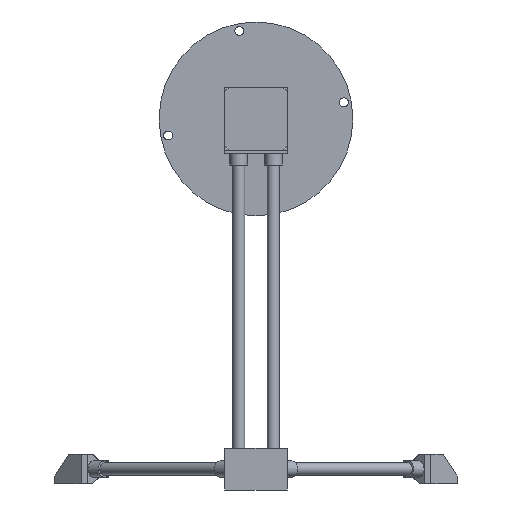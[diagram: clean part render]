
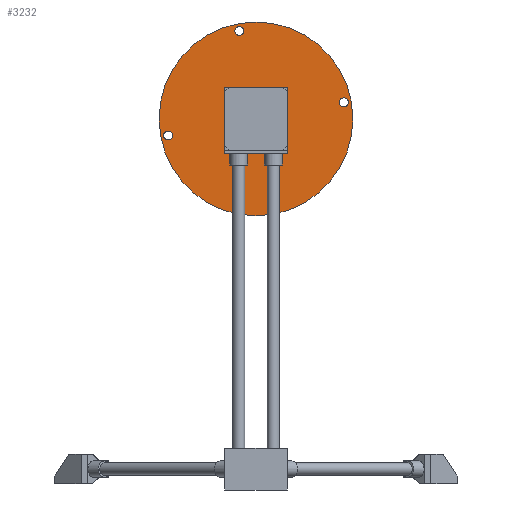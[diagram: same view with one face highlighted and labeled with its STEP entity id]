
A CAD part, front view. The second image highlights one B-rep face of the part: STEP entity #3232.
In plain terms, the highlighted planar face has unit normal (0, -1, 0).
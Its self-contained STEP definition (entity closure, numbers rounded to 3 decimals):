
#289=FACE_BOUND('',#748,.T.);
#290=FACE_BOUND('',#749,.T.);
#291=FACE_BOUND('',#750,.T.);
#292=FACE_BOUND('',#751,.T.);
#293=FACE_BOUND('',#752,.T.);
#370=CIRCLE('',#3653,15.);
#373=CIRCLE('',#3658,65.);
#374=CIRCLE('',#3659,3.);
#375=CIRCLE('',#3660,3.);
#376=CIRCLE('',#3661,3.);
#377=CIRCLE('',#3662,3.);
#517=FACE_OUTER_BOUND('',#747,.T.);
#747=EDGE_LOOP('',(#2432));
#748=EDGE_LOOP('',(#2433));
#749=EDGE_LOOP('',(#2434));
#750=EDGE_LOOP('',(#2435));
#751=EDGE_LOOP('',(#2436));
#752=EDGE_LOOP('',(#2437));
#1514=VERTEX_POINT('',#5325);
#1517=VERTEX_POINT('',#5335);
#1518=VERTEX_POINT('',#5337);
#1519=VERTEX_POINT('',#5339);
#1520=VERTEX_POINT('',#5341);
#1521=VERTEX_POINT('',#5343);
#1848=EDGE_CURVE('',#1514,#1514,#370,.T.);
#1853=EDGE_CURVE('',#1517,#1517,#373,.T.);
#1854=EDGE_CURVE('',#1518,#1518,#374,.T.);
#1855=EDGE_CURVE('',#1519,#1519,#375,.T.);
#1856=EDGE_CURVE('',#1520,#1520,#376,.T.);
#1857=EDGE_CURVE('',#1521,#1521,#377,.T.);
#2432=ORIENTED_EDGE('',*,*,#1853,.F.);
#2433=ORIENTED_EDGE('',*,*,#1854,.F.);
#2434=ORIENTED_EDGE('',*,*,#1855,.F.);
#2435=ORIENTED_EDGE('',*,*,#1856,.F.);
#2436=ORIENTED_EDGE('',*,*,#1857,.F.);
#2437=ORIENTED_EDGE('',*,*,#1848,.F.);
#3080=PLANE('',#3657);
#3232=ADVANCED_FACE('',(#517,#289,#290,#291,#292,#293),#3080,.F.);
#3653=AXIS2_PLACEMENT_3D('',#5326,#4278,#4279);
#3657=AXIS2_PLACEMENT_3D('',#5334,#4288,#4289);
#3658=AXIS2_PLACEMENT_3D('',#5336,#4290,#4291);
#3659=AXIS2_PLACEMENT_3D('',#5338,#4292,#4293);
#3660=AXIS2_PLACEMENT_3D('',#5340,#4294,#4295);
#3661=AXIS2_PLACEMENT_3D('',#5342,#4296,#4297);
#3662=AXIS2_PLACEMENT_3D('',#5344,#4298,#4299);
#4278=DIRECTION('center_axis',(0.,-1.,0.));
#4279=DIRECTION('ref_axis',(-1.,0.,0.));
#4288=DIRECTION('center_axis',(0.,1.,0.));
#4289=DIRECTION('ref_axis',(-1.,0.,0.));
#4290=DIRECTION('center_axis',(0.,1.,0.));
#4291=DIRECTION('ref_axis',(-1.,0.,0.));
#4292=DIRECTION('center_axis',(0.,-1.,0.));
#4293=DIRECTION('ref_axis',(-1.,0.,0.));
#4294=DIRECTION('center_axis',(0.,-1.,0.));
#4295=DIRECTION('ref_axis',(-1.,0.,0.));
#4296=DIRECTION('center_axis',(0.,-1.,0.));
#4297=DIRECTION('ref_axis',(-1.,0.,0.));
#4298=DIRECTION('center_axis',(0.,-1.,0.));
#4299=DIRECTION('ref_axis',(-1.,0.,0.));
#5325=CARTESIAN_POINT('',(15.,46.127,0.));
#5326=CARTESIAN_POINT('Origin',(0.,46.127,
0.));
#5334=CARTESIAN_POINT('Origin',(0.,46.127,
0.));
#5335=CARTESIAN_POINT('',(65.,46.127,0.));
#5336=CARTESIAN_POINT('Origin',(0.,46.127,
0.));
#5337=CARTESIAN_POINT('',(-55.952,46.127,-11.166));
#5338=CARTESIAN_POINT('Origin',(-58.952,46.127,-11.166));
#5339=CARTESIAN_POINT('',(14.166,46.127,-58.952));
#5340=CARTESIAN_POINT('Origin',(11.166,46.127,-58.952));
#5341=CARTESIAN_POINT('',(-8.166,46.127,58.952));
#5342=CARTESIAN_POINT('Origin',(-11.166,46.127,58.952));
#5343=CARTESIAN_POINT('',(61.952,46.127,11.166));
#5344=CARTESIAN_POINT('Origin',(58.952,46.127,11.166));
